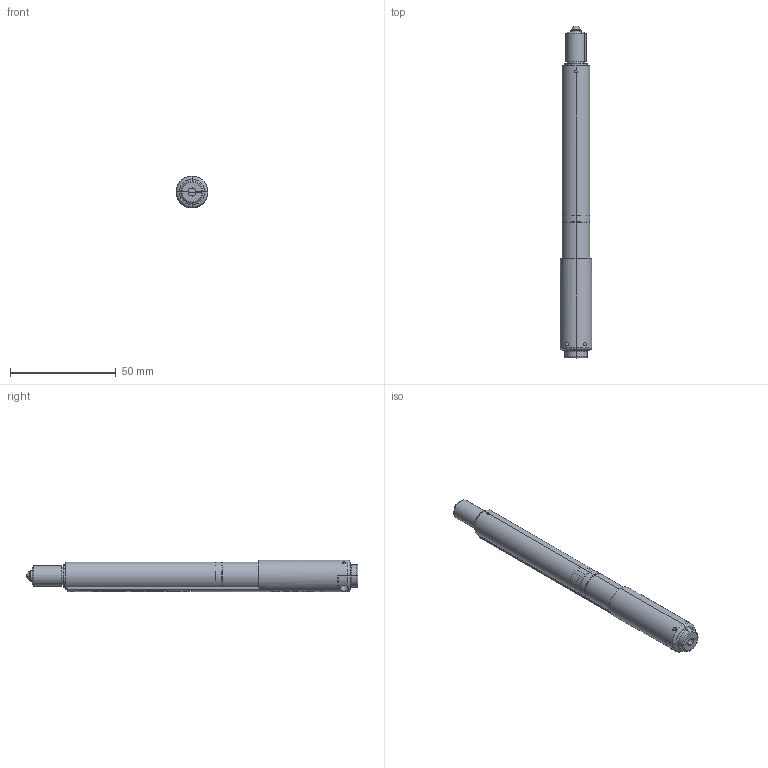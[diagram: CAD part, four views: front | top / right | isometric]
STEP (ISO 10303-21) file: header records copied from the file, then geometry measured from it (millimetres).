
FILE_DESCRIPTION (( 'STEP AP203' ), '1' );
FILE_NAME ('ETN011605-E0W.STEP', '2022-09-12T15:21:07', ( '' ), ( '' ), 'SwSTEP 2.0', 'SolidWorks 2022', '' );
FILE_SCHEMA (( 'CONFIG_CONTROL_DESIGN' ));
Length unit declared in the file: millimetre
Products named in the file (21): CG0193 - 1.5 x 5.8 Roller; 136031 - Z825 Barrel Insert; 136060 - Ball End insert; DB0389 - M2X8 Slt Cheesehead; Copy of BD0060 - Microswitch Arm^BD0060 - HDT001 Micro Mini SMD switch; 134313 - Z825 Limit Switch PCB Pop; 136007 - Z825 Leadscrew; 136001 - Z8 connector backshell; Copy of BD0060 - MTS Micro_Switch part^BD0060 - HDT001 Micro Mini SMD switch; 136005 - Z825 Motorshaft Adapter; 136010 - Cable Clamp; 136009 -  Z825 limit switch cover; DA0017 - M1.2x 3 Csk Slt; 135977 - Z8 vac support ring; 136008 - Z825 Body; DB0373 - M2 x 5 Skt Cap BLK; 136006 - Z825 Sliding Guide; ETN011605-E0W; BD0060 - HDT001 Micro Mini SMD switch; 134348 - Z8 motor; 134363 - Z825 bare limit_switch_pcb
Assembly tree (25 placements, depth 4):
  ETN011605-E0W
    134348 - Z8 motor
    136005 - Z825 Motorshaft Adapter
    136006 - Z825 Sliding Guide
    CG0193 - 1.5 x 5.8 Roller
    136007 - Z825 Leadscrew
    136008 - Z825 Body
    136009 -  Z825 limit switch cover
    135977 - Z8 vac support ring
    DB0389 - M2X8 Slt Cheesehead  x2
    DA0017 - M1.2x 3 Csk Slt  x3
    136031 - Z825 Barrel Insert
    136001 - Z8 connector backshell
    136010 - Cable Clamp
    DB0373 - M2 x 5 Skt Cap BLK  x2
    136060 - Ball End insert
    134313 - Z825 Limit Switch PCB Pop
      134363 - Z825 bare limit_switch_pcb
      BD0060 - HDT001 Micro Mini SMD switch  x2
        Copy of BD0060 - MTS Micro_Switch part^BD0060 - HDT001 Micro Mini SMD switch
        Copy of BD0060 - Microswitch Arm^BD0060 - HDT001 Micro Mini SMD switch
Bounding box: 15 x 157.23 x 15 mm (x, y, z)
Volume: 17902.2 mm3; surface area: 19656.1 mm2
Topology: 24 solids, 24 shells, 1167 faces, 3158 edges, 2061 vertices
Faces by surface type: plane 628, cylinder 388, bspline 68, cone 44, torus 35, sphere 4
Entity records: 40043 total; most frequent: CARTESIAN_POINT 12009, ORIENTED_EDGE 5714, DIRECTION 4958, EDGE_CURVE 2857, VERTEX_POINT 1871, AXIS2_PLACEMENT_3D 1731, LINE 1496, VECTOR 1496
